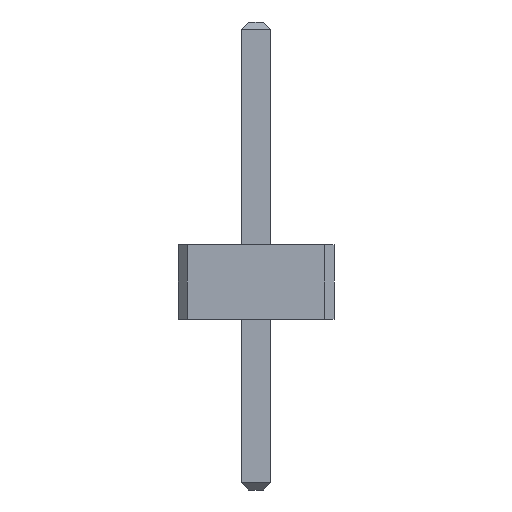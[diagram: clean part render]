
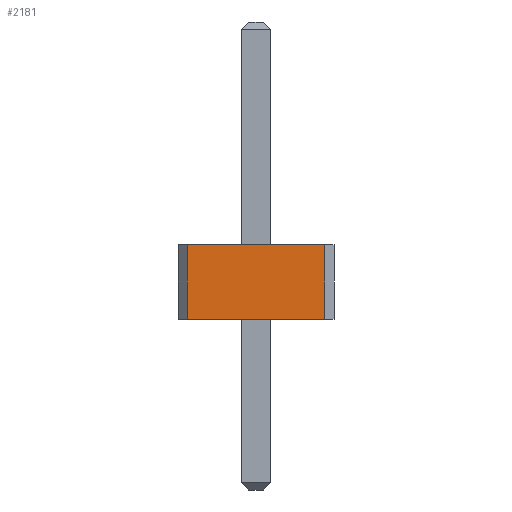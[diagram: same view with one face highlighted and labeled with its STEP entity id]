
A CAD part, front view. The second image highlights one B-rep face of the part: STEP entity #2181.
In plain terms, the highlighted planar face has unit normal (0, -1, 0).
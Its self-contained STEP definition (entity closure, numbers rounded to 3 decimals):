
#263 = VERTEX_POINT('',#264);
#264 = CARTESIAN_POINT('',(0.923,-9.525,0.));
#270 = EDGE_CURVE('',#271,#263,#273,.T.);
#271 = VERTEX_POINT('',#272);
#272 = CARTESIAN_POINT('',(-0.923,-9.525,0.));
#273 = LINE('',#274,#275);
#274 = CARTESIAN_POINT('',(-1.05,-9.525,0.));
#275 = VECTOR('',#276,1.);
#276 = DIRECTION('',(1.,0.,0.));
#959 = VERTEX_POINT('',#960);
#960 = CARTESIAN_POINT('',(-0.923,-9.525,1.));
#966 = EDGE_CURVE('',#959,#967,#969,.T.);
#967 = VERTEX_POINT('',#968);
#968 = CARTESIAN_POINT('',(0.923,-9.525,1.));
#969 = LINE('',#970,#971);
#970 = CARTESIAN_POINT('',(-1.05,-9.525,1.));
#971 = VECTOR('',#972,1.);
#972 = DIRECTION('',(1.,0.,0.));
#2171 = EDGE_CURVE('',#271,#959,#2172,.T.);
#2172 = LINE('',#2173,#2174);
#2173 = CARTESIAN_POINT('',(-0.923,-9.525,0.));
#2174 = VECTOR('',#2175,1.);
#2175 = DIRECTION('',(0.,0.,1.));
#2181 = ADVANCED_FACE('',(#2182),#2193,.F.);
#2182 = FACE_BOUND('',#2183,.F.);
#2183 = EDGE_LOOP('',(#2184,#2185,#2186,#2187));
#2184 = ORIENTED_EDGE('',*,*,#270,.F.);
#2185 = ORIENTED_EDGE('',*,*,#2171,.T.);
#2186 = ORIENTED_EDGE('',*,*,#966,.T.);
#2187 = ORIENTED_EDGE('',*,*,#2188,.F.);
#2188 = EDGE_CURVE('',#263,#967,#2189,.T.);
#2189 = LINE('',#2190,#2191);
#2190 = CARTESIAN_POINT('',(0.923,-9.525,0.));
#2191 = VECTOR('',#2192,1.);
#2192 = DIRECTION('',(0.,0.,1.));
#2193 = PLANE('',#2194);
#2194 = AXIS2_PLACEMENT_3D('',#2195,#2196,#2197);
#2195 = CARTESIAN_POINT('',(-1.05,-9.525,0.));
#2196 = DIRECTION('',(0.,1.,0.));
#2197 = DIRECTION('',(1.,0.,0.));
